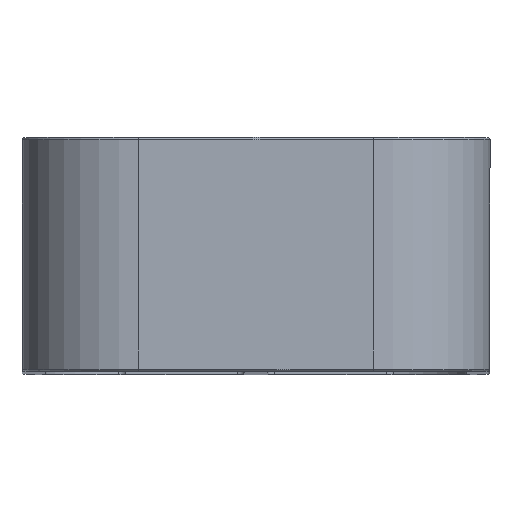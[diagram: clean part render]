
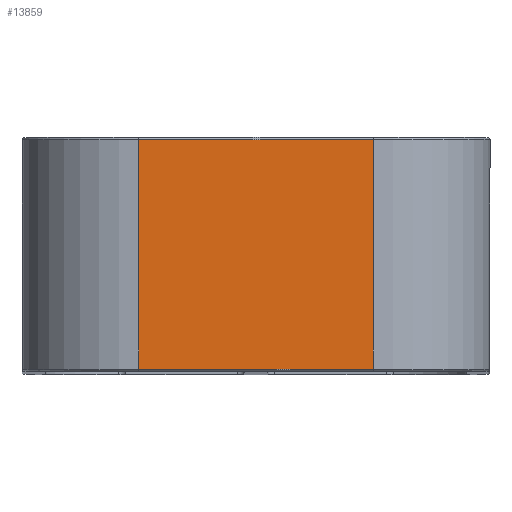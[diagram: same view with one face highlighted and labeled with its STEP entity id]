
A CAD part, top view. The second image highlights one B-rep face of the part: STEP entity #13859.
In plain terms, the highlighted planar face has unit normal (0, 0, 1).
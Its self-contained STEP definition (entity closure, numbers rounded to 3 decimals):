
#52=PLANE('',#14646);
#286=LINE('',#21182,#1462);
#296=LINE('',#21224,#1472);
#297=LINE('',#21228,#1473);
#298=LINE('',#21229,#1474);
#1462=VECTOR('',#16426,10.);
#1472=VECTOR('',#16474,10.);
#1473=VECTOR('',#16479,10.);
#1474=VECTOR('',#16480,10.);
#3155=FACE_OUTER_BOUND('',#3905,.T.);
#3905=EDGE_LOOP('',(#9449,#9450,#9451,#9452));
#5723=VERTEX_POINT('',#21172);
#5725=VERTEX_POINT('',#21178);
#5739=VERTEX_POINT('',#21223);
#5740=VERTEX_POINT('',#21227);
#7199=EDGE_CURVE('',#5723,#5725,#286,.T.);
#7220=EDGE_CURVE('',#5725,#5739,#296,.T.);
#7222=EDGE_CURVE('',#5740,#5723,#297,.T.);
#7223=EDGE_CURVE('',#5739,#5740,#298,.T.);
#9449=ORIENTED_EDGE('',*,*,#7199,.F.);
#9450=ORIENTED_EDGE('',*,*,#7222,.F.);
#9451=ORIENTED_EDGE('',*,*,#7223,.F.);
#9452=ORIENTED_EDGE('',*,*,#7220,.F.);
#13859=ADVANCED_FACE('',(#3155),#52,.T.);
#14646=AXIS2_PLACEMENT_3D('',#21226,#16477,#16478);
#16426=DIRECTION('',(-1.,0.,0.));
#16474=DIRECTION('',(0.,1.,0.));
#16477=DIRECTION('center_axis',(0.,0.,
1.));
#16478=DIRECTION('ref_axis',(1.,0.,0.));
#16479=DIRECTION('',(0.,-1.,0.));
#16480=DIRECTION('',(1.,0.,0.));
#21172=CARTESIAN_POINT('',(0.,-4.9,75.));
#21178=CARTESIAN_POINT('',(-10.,-4.9,75.));
#21182=CARTESIAN_POINT('',(-4.875,-4.9,75.));
#21223=CARTESIAN_POINT('',(-10.,4.9,75.));
#21224=CARTESIAN_POINT('',(-10.,0.,75.));
#21226=CARTESIAN_POINT('Origin',(-10.,0.,75.));
#21227=CARTESIAN_POINT('',(0.,4.9,75.));
#21228=CARTESIAN_POINT('',(0.,0.,75.));
#21229=CARTESIAN_POINT('',(-4.875,4.9,75.));
